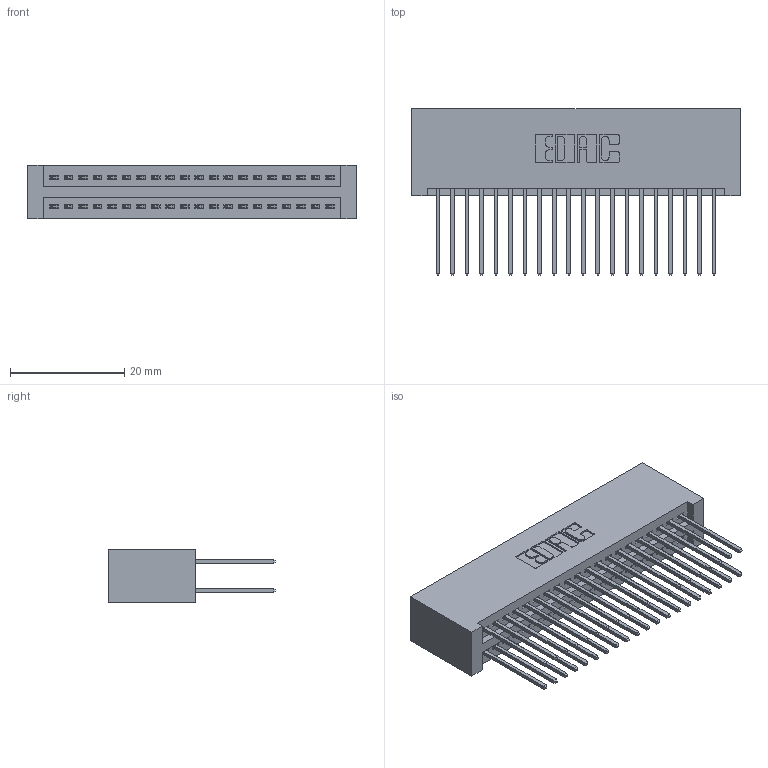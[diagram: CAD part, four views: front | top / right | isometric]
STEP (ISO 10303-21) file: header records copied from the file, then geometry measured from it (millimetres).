
FILE_DESCRIPTION (( 'STEP AP203' ), '1' );
FILE_NAME ('345-040-540-201.STEP', '2019-10-28T17:20:01', ( '' ), ( '' ), 'SwSTEP 2.0', 'SolidWorks 2016', '' );
FILE_SCHEMA (( 'CONFIG_CONTROL_DESIGN' ));
Length unit declared in the file: inch
Products named in the file (3): 345-040-540-201; 345 Part_No Mounting Lugs; 345-292-001_345-293-140
Assembly tree (41 placements, depth 2):
  345-040-540-201
    345 Part_No Mounting Lugs
    345-292-001_345-293-140  x40
Bounding box: 57.4 x 29.13 x 9.4 mm (x, y, z)
Volume: 6139.6 mm3; surface area: 9656.1 mm2
Topology: 41 solids, 41 shells, 2118 faces, 6277 edges, 4130 vertices
Faces by surface type: plane 1396, cylinder 722
Entity records: 18395 total; most frequent: CARTESIAN_POINT 3104, ORIENTED_EDGE 3038, DIRECTION 2759, EDGE_CURVE 1519, VECTOR 1315, LINE 1315, VERTEX_POINT 1010, AXIS2_PLACEMENT_3D 722
